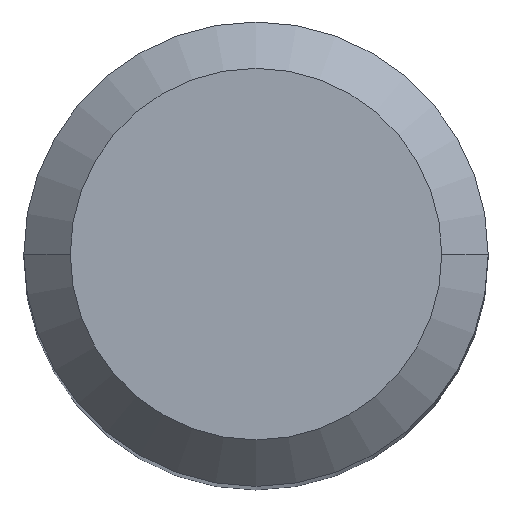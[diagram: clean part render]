
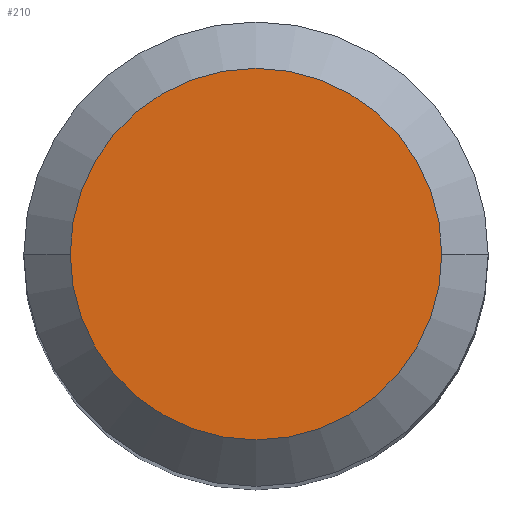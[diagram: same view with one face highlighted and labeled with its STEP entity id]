
A CAD part, top view. The second image highlights one B-rep face of the part: STEP entity #210.
In plain terms, the highlighted planar face has unit normal (0, 0, 1).
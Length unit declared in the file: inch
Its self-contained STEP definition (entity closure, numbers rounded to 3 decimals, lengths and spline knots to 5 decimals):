
#25 = VERTEX_POINT ( 'NONE', #355 ) ;
#69 = EDGE_LOOP ( 'NONE', ( #147, #416 ) ) ;
#72 = DIRECTION ( 'NONE',  ( 0., 0., 1. ) ) ;
#86 = CARTESIAN_POINT ( 'NONE',  ( -0.15748, 0., 0. ) ) ;
#92 = EDGE_CURVE ( 'NONE', #25, #409, #313, .T. ) ;
#93 = AXIS2_PLACEMENT_3D ( 'NONE', #358, #72, #350 ) ;
#106 = CARTESIAN_POINT ( 'NONE',  ( 0., 0., 0. ) ) ;
#136 = EDGE_CURVE ( 'NONE', #409, #25, #322, .T. ) ;
#147 = ORIENTED_EDGE ( 'NONE', *, *, #136, .T. ) ;
#197 = CARTESIAN_POINT ( 'NONE',  ( 0., 0., 0. ) ) ;
#210 = ADVANCED_FACE ( 'NONE', ( #484 ), #421, .F. ) ;
#287 = AXIS2_PLACEMENT_3D ( 'NONE', #197, #460, #363 ) ;
#313 = CIRCLE ( 'NONE', #287, 0.15748 ) ;
#322 = CIRCLE ( 'NONE', #93, 0.15748 ) ;
#350 = DIRECTION ( 'NONE',  ( 1., 0., 0. ) ) ;
#355 = CARTESIAN_POINT ( 'NONE',  ( 0.15748, 0., 0. ) ) ;
#358 = CARTESIAN_POINT ( 'NONE',  ( 0., 0., 0. ) ) ;
#363 = DIRECTION ( 'NONE',  ( 1., 0., 0. ) ) ;
#382 = DIRECTION ( 'NONE',  ( -1., 0., 0. ) ) ;
#384 = DIRECTION ( 'NONE',  ( 0., 0., -1. ) ) ;
#409 = VERTEX_POINT ( 'NONE', #86 ) ;
#416 = ORIENTED_EDGE ( 'NONE', *, *, #92, .T. ) ;
#421 = PLANE ( 'NONE',  #471 ) ;
#460 = DIRECTION ( 'NONE',  ( 0., 0., 1. ) ) ;
#471 = AXIS2_PLACEMENT_3D ( 'NONE', #106, #384, #382 ) ;
#484 = FACE_OUTER_BOUND ( 'NONE', #69, .T. ) ;
